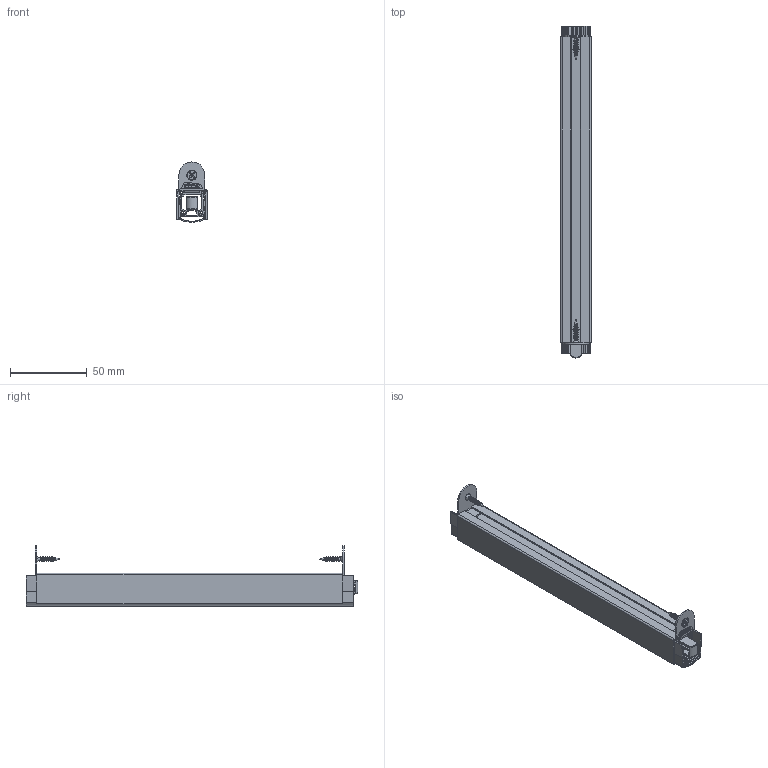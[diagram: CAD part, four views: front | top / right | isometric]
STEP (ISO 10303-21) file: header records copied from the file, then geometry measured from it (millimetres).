
FILE_DESCRIPTION(/* description */ ('Unknown'),/* implementation_level */ '2;1');
FILE_NAME(/* name */ '1-966_SchallEx-SlideL2020WS_3D',/* time_stamp */ '2021-06-08T10:25:08+02:00',/* author */ ('Unknown'),/* organization */ ('Unknown'),/* preprocessor_version */ 'ST-DEVELOPER v16.7',/* originating_system */ 'Solid Edge',/* authorisation */ 'Unknown');
FILE_SCHEMA (('AUTOMOTIVE_DESIGN {1 0 10303 214 3 1 1}'));
Length unit declared in the file: millimetre
Products named in the file (12): 29163_Bodendichtung; 14772; 14864; 28431_Dichtprofil; 13428_oa_0; 13969; 31230_Befestigungswinkel; 21890_Befestigungsschraube; 29164_Etikett_3D__Schall-Ex_Slide_L20_20_WS; 26541_Etikett_Athmer_klein_kurz; 31110_Athmer_Logo__ab_2021_; 29165_Text__Schall-Ex_Slide_L-20_20_WS
Assembly tree (13 placements, depth 3):
  29163_Bodendichtung
    14772
    14864
    28431_Dichtprofil
    13428_oa_0
      13969
    31230_Befestigungswinkel  x2
    21890_Befestigungsschraube  x2
    29164_Etikett_3D__Schall-Ex_Slide_L20_20_WS
      26541_Etikett_Athmer_klein_kurz
      31110_Athmer_Logo__ab_2021_
      29165_Text__Schall-Ex_Slide_L-20_20_WS
Bounding box: 20.2 x 216.99 x 39.33 mm (x, y, z)
Volume: 39452.6 mm3; surface area: 84076.8 mm2
Topology: 38 solids, 38 shells, 1003 faces, 2661 edges, 1762 vertices
Faces by surface type: plane 642, cylinder 197, bspline 136, torus 15, cone 13
Full cylindrical faces by diameter (mm): 1.003 x2, 4.134 x1, 6.132 x2
Entity records: 29978 total; most frequent: CARTESIAN_POINT 10383, ORIENTED_EDGE 4234, DIRECTION 3420, EDGE_CURVE 2117, VERTEX_POINT 1414, LINE 1328, VECTOR 1328, AXIS2_PLACEMENT_3D 1046
